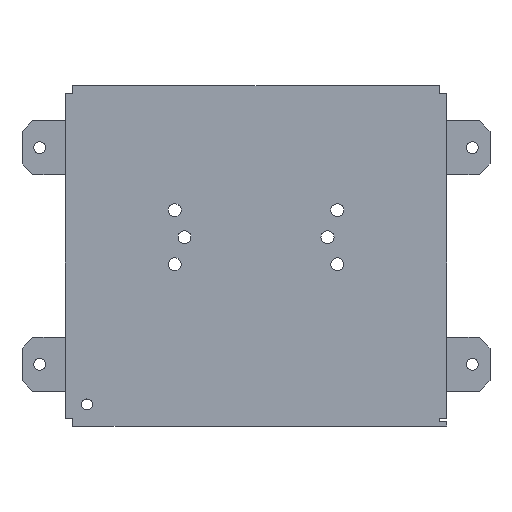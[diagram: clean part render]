
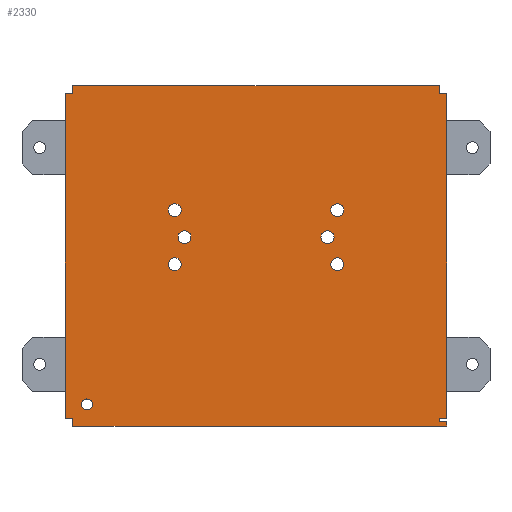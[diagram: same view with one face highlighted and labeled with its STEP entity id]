
A CAD part, top view. The second image highlights one B-rep face of the part: STEP entity #2330.
In plain terms, the highlighted planar face has unit normal (0, 0, 1).
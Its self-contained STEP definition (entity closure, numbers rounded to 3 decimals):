
#438=CARTESIAN_POINT('',(437.979,251.785,2.));
#439=DIRECTION('',(0.,0.,-1.));
#440=DIRECTION('',(-1.,0.,0.));
#441=AXIS2_PLACEMENT_3D('',#438,#439,#440);
#446=CARTESIAN_POINT('',(437.979,251.785,2.));
#447=DIRECTION('',(0.,0.,-1.));
#448=DIRECTION('',(1.,0.,0.));
#449=AXIS2_PLACEMENT_3D('',#446,#447,#448);
#454=CARTESIAN_POINT('',(437.979,226.785,2.));
#455=DIRECTION('',(0.,0.,-1.));
#456=DIRECTION('',(-1.,0.,0.));
#457=AXIS2_PLACEMENT_3D('',#454,#455,#456);
#462=CARTESIAN_POINT('',(437.979,226.785,2.));
#463=DIRECTION('',(0.,0.,-1.));
#464=DIRECTION('',(1.,0.,0.));
#465=AXIS2_PLACEMENT_3D('',#462,#463,#464);
#470=CARTESIAN_POINT('',(433.479,239.285,2.));
#471=DIRECTION('',(0.,0.,-1.));
#472=DIRECTION('',(-1.,0.,0.));
#473=AXIS2_PLACEMENT_3D('',#470,#471,#472);
#478=CARTESIAN_POINT('',(433.479,239.285,2.));
#479=DIRECTION('',(0.,0.,-1.));
#480=DIRECTION('',(1.,0.,0.));
#481=AXIS2_PLACEMENT_3D('',#478,#479,#480);
#486=CARTESIAN_POINT('',(362.979,251.785,2.));
#487=DIRECTION('',(0.,0.,-1.));
#488=DIRECTION('',(-1.,0.,0.));
#489=AXIS2_PLACEMENT_3D('',#486,#487,#488);
#494=CARTESIAN_POINT('',(362.979,251.785,2.));
#495=DIRECTION('',(0.,0.,-1.));
#496=DIRECTION('',(1.,0.,0.));
#497=AXIS2_PLACEMENT_3D('',#494,#495,#496);
#502=CARTESIAN_POINT('',(362.979,226.785,2.));
#503=DIRECTION('',(0.,0.,-1.));
#504=DIRECTION('',(-1.,0.,0.));
#505=AXIS2_PLACEMENT_3D('',#502,#503,#504);
#510=CARTESIAN_POINT('',(362.979,226.785,2.));
#511=DIRECTION('',(0.,0.,-1.));
#512=DIRECTION('',(1.,0.,0.));
#513=AXIS2_PLACEMENT_3D('',#510,#511,#512);
#518=CARTESIAN_POINT('',(367.479,239.285,2.));
#519=DIRECTION('',(0.,0.,-1.));
#520=DIRECTION('',(-1.,0.,0.));
#521=AXIS2_PLACEMENT_3D('',#518,#519,#520);
#526=CARTESIAN_POINT('',(367.479,239.285,2.));
#527=DIRECTION('',(0.,0.,-1.));
#528=DIRECTION('',(1.,0.,0.));
#529=AXIS2_PLACEMENT_3D('',#526,#527,#528);
#534=CARTESIAN_POINT('',(322.479,162.115,2.));
#535=DIRECTION('',(0.,0.,-1.));
#536=DIRECTION('',(-1.,0.,0.));
#537=AXIS2_PLACEMENT_3D('',#534,#535,#536);
#542=CARTESIAN_POINT('',(322.479,162.115,2.));
#543=DIRECTION('',(0.,0.,-1.));
#544=DIRECTION('',(1.,0.,0.));
#545=AXIS2_PLACEMENT_3D('',#542,#543,#544);
#550=DIRECTION('',(0.,1.,0.));
#551=VECTOR('',#550,1.5);
#552=CARTESIAN_POINT('',(484.979,154.115,2.));
#553=LINE('',#552,#551);
#557=DIRECTION('',(-1.,0.,0.));
#558=VECTOR('',#557,3.5);
#559=CARTESIAN_POINT('',(488.479,154.115,2.));
#560=LINE('',#559,#558);
#564=DIRECTION('',(0.,1.,0.));
#565=VECTOR('',#564,2.);
#566=CARTESIAN_POINT('',(488.479,152.115,2.));
#567=LINE('',#566,#565);
#571=DIRECTION('',(0.,-1.,0.));
#572=VECTOR('',#571,3.5);
#573=CARTESIAN_POINT('',(315.979,155.615,2.));
#574=LINE('',#573,#572);
#578=DIRECTION('',(1.,0.,0.));
#579=VECTOR('',#578,3.5);
#580=CARTESIAN_POINT('',(312.479,155.615,2.));
#581=LINE('',#580,#579);
#585=DIRECTION('',(0.,-1.,0.));
#586=VECTOR('',#585,150.);
#587=CARTESIAN_POINT('',(312.479,305.615,2.));
#588=LINE('',#587,#586);
#592=DIRECTION('',(-1.,0.,0.));
#593=VECTOR('',#592,3.5);
#594=CARTESIAN_POINT('',(315.979,305.615,2.));
#595=LINE('',#594,#593);
#599=DIRECTION('',(0.,-1.,0.));
#600=VECTOR('',#599,3.5);
#601=CARTESIAN_POINT('',(315.979,309.115,2.));
#602=LINE('',#601,#600);
#606=DIRECTION('',(-1.,0.,0.));
#607=VECTOR('',#606,169.);
#608=CARTESIAN_POINT('',(484.979,309.115,2.));
#609=LINE('',#608,#607);
#613=DIRECTION('',(0.,1.,0.));
#614=VECTOR('',#613,3.5);
#615=CARTESIAN_POINT('',(484.979,305.615,2.));
#616=LINE('',#615,#614);
#620=DIRECTION('',(-1.,0.,0.));
#621=VECTOR('',#620,3.5);
#622=CARTESIAN_POINT('',(488.479,305.615,2.));
#623=LINE('',#622,#621);
#627=DIRECTION('',(0.,1.,0.));
#628=VECTOR('',#627,150.);
#629=CARTESIAN_POINT('',(488.479,155.615,2.));
#630=LINE('',#629,#628);
#634=DIRECTION('',(1.,0.,0.));
#635=VECTOR('',#634,3.5);
#636=CARTESIAN_POINT('',(484.979,155.615,2.));
#637=LINE('',#636,#635);
#774=DIRECTION('',(1.,0.,0.));
#775=VECTOR('',#774,172.5);
#776=CARTESIAN_POINT('',(315.979,152.115,2.));
#777=LINE('',#776,#775);
#1742=CARTESIAN_POINT('',(488.479,155.615,2.));
#1743=CARTESIAN_POINT('',(488.479,305.615,2.));
#1744=VERTEX_POINT('',#1742);
#1745=VERTEX_POINT('',#1743);
#1746=CARTESIAN_POINT('',(484.979,155.615,2.));
#1747=VERTEX_POINT('',#1746);
#1748=CARTESIAN_POINT('',(315.979,155.615,2.));
#1749=CARTESIAN_POINT('',(315.979,152.115,2.));
#1750=VERTEX_POINT('',#1748);
#1751=VERTEX_POINT('',#1749);
#1752=CARTESIAN_POINT('',(312.479,155.615,2.));
#1753=VERTEX_POINT('',#1752);
#1754=CARTESIAN_POINT('',(312.479,305.615,2.));
#1755=VERTEX_POINT('',#1754);
#1756=CARTESIAN_POINT('',(315.979,305.615,2.));
#1757=VERTEX_POINT('',#1756);
#1758=CARTESIAN_POINT('',(315.979,309.115,2.));
#1759=VERTEX_POINT('',#1758);
#1760=CARTESIAN_POINT('',(484.979,309.115,2.));
#1761=VERTEX_POINT('',#1760);
#1762=CARTESIAN_POINT('',(484.979,305.615,2.));
#1763=VERTEX_POINT('',#1762);
#1764=CARTESIAN_POINT('',(319.979,162.115,2.));
#1766=VERTEX_POINT('',#1764);
#1768=CARTESIAN_POINT('',(324.979,162.115,2.));
#1769=VERTEX_POINT('',#1768);
#1772=CARTESIAN_POINT('',(364.479,239.285,2.));
#1774=VERTEX_POINT('',#1772);
#1776=CARTESIAN_POINT('',(370.479,239.285,2.));
#1777=VERTEX_POINT('',#1776);
#1780=CARTESIAN_POINT('',(359.979,226.785,2.));
#1782=VERTEX_POINT('',#1780);
#1784=CARTESIAN_POINT('',(365.979,226.785,2.));
#1785=VERTEX_POINT('',#1784);
#1788=CARTESIAN_POINT('',(359.979,251.785,2.));
#1790=VERTEX_POINT('',#1788);
#1792=CARTESIAN_POINT('',(365.979,251.785,2.));
#1793=VERTEX_POINT('',#1792);
#1796=CARTESIAN_POINT('',(430.479,239.285,2.));
#1798=VERTEX_POINT('',#1796);
#1800=CARTESIAN_POINT('',(436.479,239.285,2.));
#1801=VERTEX_POINT('',#1800);
#1804=CARTESIAN_POINT('',(434.979,226.785,2.));
#1806=VERTEX_POINT('',#1804);
#1808=CARTESIAN_POINT('',(440.979,226.785,2.));
#1809=VERTEX_POINT('',#1808);
#1812=CARTESIAN_POINT('',(434.979,251.785,2.));
#1814=VERTEX_POINT('',#1812);
#1816=CARTESIAN_POINT('',(440.979,251.785,2.));
#1817=VERTEX_POINT('',#1816);
#1988=CARTESIAN_POINT('',(488.479,152.115,2.));
#1989=CARTESIAN_POINT('',(488.479,154.115,2.));
#1990=VERTEX_POINT('',#1988);
#1991=VERTEX_POINT('',#1989);
#2009=CARTESIAN_POINT('',(484.979,154.115,2.));
#2011=VERTEX_POINT('',#2009);
#2260=CARTESIAN_POINT('',(400.479,230.615,2.));
#2261=DIRECTION('',(0.,0.,1.));
#2262=DIRECTION('',(1.,0.,0.));
#2263=AXIS2_PLACEMENT_3D('',#2260,#2261,#2262);
#2264=PLANE('',#2263);
#2266=ORIENTED_EDGE('',*,*,#2265,.F.);
#2268=ORIENTED_EDGE('',*,*,#2267,.F.);
#2270=ORIENTED_EDGE('',*,*,#2269,.F.);
#2272=ORIENTED_EDGE('',*,*,#2271,.F.);
#2274=ORIENTED_EDGE('',*,*,#2273,.F.);
#2276=ORIENTED_EDGE('',*,*,#2275,.F.);
#2278=ORIENTED_EDGE('',*,*,#2277,.F.);
#2280=ORIENTED_EDGE('',*,*,#2279,.F.);
#2281=ORIENTED_EDGE('',*,*,#2133,.F.);
#2282=ORIENTED_EDGE('',*,*,#2109,.F.);
#2283=ORIENTED_EDGE('',*,*,#2087,.F.);
#2284=ORIENTED_EDGE('',*,*,#2061,.F.);
#2285=ORIENTED_EDGE('',*,*,#2037,.F.);
#2287=ORIENTED_EDGE('',*,*,#2286,.F.);
#2288=EDGE_LOOP('',(#2266,#2268,#2270,#2272,#2274,#2276,#2278,#2280,#2281,#2282,
#2283,#2284,#2285,#2287));
#2289=FACE_OUTER_BOUND('',#2288,.F.);
#2291=ORIENTED_EDGE('',*,*,#2290,.F.);
#2293=ORIENTED_EDGE('',*,*,#2292,.F.);
#2294=EDGE_LOOP('',(#2291,#2293));
#2295=FACE_BOUND('',#2294,.F.);
#2297=ORIENTED_EDGE('',*,*,#2296,.F.);
#2299=ORIENTED_EDGE('',*,*,#2298,.F.);
#2300=EDGE_LOOP('',(#2297,#2299));
#2301=FACE_BOUND('',#2300,.F.);
#2303=ORIENTED_EDGE('',*,*,#2302,.F.);
#2305=ORIENTED_EDGE('',*,*,#2304,.F.);
#2306=EDGE_LOOP('',(#2303,#2305));
#2307=FACE_BOUND('',#2306,.F.);
#2309=ORIENTED_EDGE('',*,*,#2308,.F.);
#2311=ORIENTED_EDGE('',*,*,#2310,.F.);
#2312=EDGE_LOOP('',(#2309,#2311));
#2313=FACE_BOUND('',#2312,.F.);
#2315=ORIENTED_EDGE('',*,*,#2314,.F.);
#2317=ORIENTED_EDGE('',*,*,#2316,.F.);
#2318=EDGE_LOOP('',(#2315,#2317));
#2319=FACE_BOUND('',#2318,.F.);
#2321=ORIENTED_EDGE('',*,*,#2320,.F.);
#2323=ORIENTED_EDGE('',*,*,#2322,.F.);
#2324=EDGE_LOOP('',(#2321,#2323));
#2325=FACE_BOUND('',#2324,.F.);
#2326=ORIENTED_EDGE('',*,*,#2246,.F.);
#2327=ORIENTED_EDGE('',*,*,#2228,.F.);
#2328=EDGE_LOOP('',(#2326,#2327));
#2329=FACE_BOUND('',#2328,.F.);
#442=CIRCLE('',#441,3.);
#450=CIRCLE('',#449,3.);
#458=CIRCLE('',#457,3.);
#466=CIRCLE('',#465,3.);
#474=CIRCLE('',#473,3.);
#482=CIRCLE('',#481,3.);
#490=CIRCLE('',#489,3.);
#498=CIRCLE('',#497,3.);
#506=CIRCLE('',#505,3.);
#514=CIRCLE('',#513,3.);
#522=CIRCLE('',#521,3.);
#530=CIRCLE('',#529,3.);
#538=CIRCLE('',#537,2.5);
#546=CIRCLE('',#545,2.5);
#2037=EDGE_CURVE('',#1744,#1745,#630,.T.);
#2061=EDGE_CURVE('',#1745,#1763,#623,.T.);
#2087=EDGE_CURVE('',#1763,#1761,#616,.T.);
#2109=EDGE_CURVE('',#1761,#1759,#609,.T.);
#2133=EDGE_CURVE('',#1759,#1757,#602,.T.);
#2228=EDGE_CURVE('',#1817,#1814,#450,.T.);
#2246=EDGE_CURVE('',#1814,#1817,#442,.T.);
#2265=EDGE_CURVE('',#2011,#1747,#553,.T.);
#2267=EDGE_CURVE('',#1991,#2011,#560,.T.);
#2269=EDGE_CURVE('',#1990,#1991,#567,.T.);
#2271=EDGE_CURVE('',#1751,#1990,#777,.T.);
#2273=EDGE_CURVE('',#1750,#1751,#574,.T.);
#2275=EDGE_CURVE('',#1753,#1750,#581,.T.);
#2277=EDGE_CURVE('',#1755,#1753,#588,.T.);
#2279=EDGE_CURVE('',#1757,#1755,#595,.T.);
#2286=EDGE_CURVE('',#1747,#1744,#637,.T.);
#2290=EDGE_CURVE('',#1806,#1809,#458,.T.);
#2292=EDGE_CURVE('',#1809,#1806,#466,.T.);
#2296=EDGE_CURVE('',#1798,#1801,#474,.T.);
#2298=EDGE_CURVE('',#1801,#1798,#482,.T.);
#2302=EDGE_CURVE('',#1790,#1793,#490,.T.);
#2304=EDGE_CURVE('',#1793,#1790,#498,.T.);
#2308=EDGE_CURVE('',#1782,#1785,#506,.T.);
#2310=EDGE_CURVE('',#1785,#1782,#514,.T.);
#2314=EDGE_CURVE('',#1774,#1777,#522,.T.);
#2316=EDGE_CURVE('',#1777,#1774,#530,.T.);
#2320=EDGE_CURVE('',#1766,#1769,#538,.T.);
#2322=EDGE_CURVE('',#1769,#1766,#546,.T.);
#2330=ADVANCED_FACE('',(#2289,#2295,#2301,#2307,#2313,#2319,#2325,#2329),#2264,
.T.);
